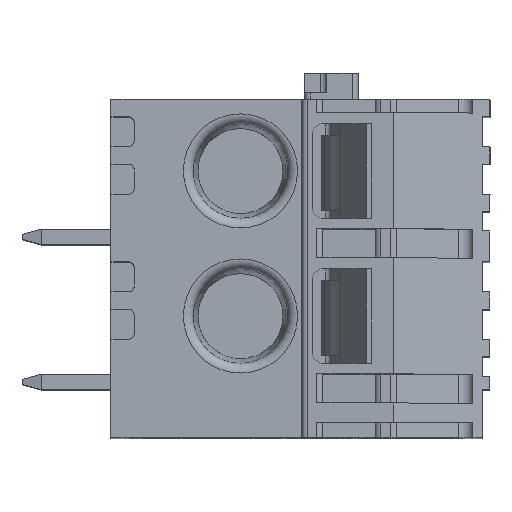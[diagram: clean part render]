
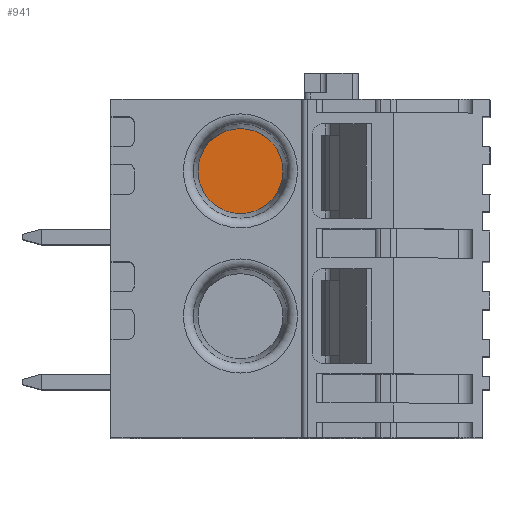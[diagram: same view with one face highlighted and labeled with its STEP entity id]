
A CAD part, top view. The second image highlights one B-rep face of the part: STEP entity #941.
In plain terms, the highlighted planar face has unit normal (0, 0, 1).
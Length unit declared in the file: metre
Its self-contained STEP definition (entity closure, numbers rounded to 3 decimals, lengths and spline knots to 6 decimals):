
#941=ADVANCED_FACE('',(#2085),#2086,.F.);
#2085=FACE_OUTER_BOUND('',#3465,.T.);
#2086=PLANE('',#3466);
#3465=EDGE_LOOP('',(#6426));
#3466=AXIS2_PLACEMENT_3D('',#6427,#6428,#6429);
#6426=ORIENTED_EDGE('',*,*,#9486,.T.);
#6427=CARTESIAN_POINT('',(0.029922,0.021233,0.044969));
#6428=DIRECTION('',(0.,0.,-1.0));
#6429=DIRECTION('',(1.0,0.,0.));
#9486=EDGE_CURVE('',#11848,#11848,#11849,.T.);
#11848=VERTEX_POINT('',#15170);
#11849=CIRCLE('',#15171,0.0022);
#15170=CARTESIAN_POINT('',(0.033018,0.026283,0.044969));
#15171=AXIS2_PLACEMENT_3D('',#17167,#17168,#17169);
#17167=CARTESIAN_POINT('',(0.035218,0.026283,0.044969));
#17168=DIRECTION('',(0.,0.,1.0));
#17169=DIRECTION('',(-1.0,0.,0.));
